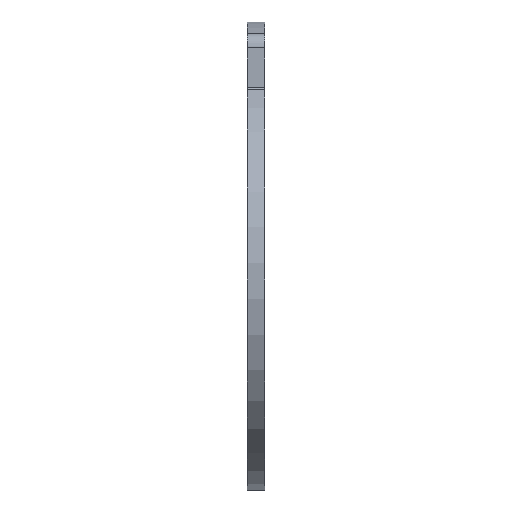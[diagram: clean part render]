
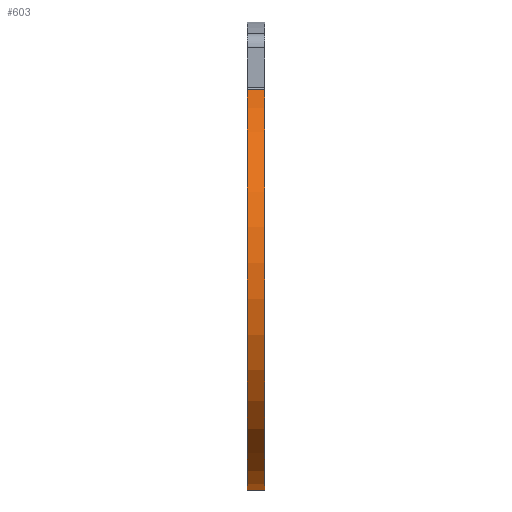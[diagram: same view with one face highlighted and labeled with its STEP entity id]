
A CAD part, left-side view. The second image highlights one B-rep face of the part: STEP entity #603.
In plain terms, the highlighted cylindrical face has radius 14.23 mm (diameter 28.46 mm), a partial arc.
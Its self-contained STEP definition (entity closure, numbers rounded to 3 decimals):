
#18 = CARTESIAN_POINT ( 'NONE',  ( 0., -0.6, -0.37 ) ) ;
#48 = CARTESIAN_POINT ( 'NONE',  ( 6.114, 0.6, 12.48 ) ) ;
#56 = VECTOR ( 'NONE', #365, 1000. ) ;
#72 = CARTESIAN_POINT ( 'NONE',  ( -6.114, 0.6, 12.48 ) ) ;
#85 = EDGE_CURVE ( 'NONE', #643, #385, #602, .T. ) ;
#100 = CARTESIAN_POINT ( 'NONE',  ( 6.114, -0.6, 12.48 ) ) ;
#101 = ORIENTED_EDGE ( 'NONE', *, *, #166, .T. ) ;
#106 = DIRECTION ( 'NONE',  ( 0., -1., 0. ) ) ;
#132 = VERTEX_POINT ( 'NONE', #396 ) ;
#136 = DIRECTION ( 'NONE',  ( 0., 1., 0. ) ) ;
#146 = CYLINDRICAL_SURFACE ( 'NONE', #636, 14.23 ) ;
#166 = EDGE_CURVE ( 'NONE', #132, #385, #252, .T. ) ;
#189 = CARTESIAN_POINT ( 'NONE',  ( 0., 0.6, -0.37 ) ) ;
#201 = DIRECTION ( 'NONE',  ( 0., 0., -1. ) ) ;
#243 = VERTEX_POINT ( 'NONE', #100 ) ;
#252 = LINE ( 'NONE', #300, #635 ) ;
#271 = DIRECTION ( 'NONE',  ( 0., 1., 0. ) ) ;
#272 = AXIS2_PLACEMENT_3D ( 'NONE', #18, #271, #286 ) ;
#286 = DIRECTION ( 'NONE',  ( 0., 0., 1. ) ) ;
#300 = CARTESIAN_POINT ( 'NONE',  ( -6.114, 0.6, 12.48 ) ) ;
#331 = EDGE_CURVE ( 'NONE', #643, #243, #688, .T. ) ;
#364 = FACE_OUTER_BOUND ( 'NONE', #479, .T. ) ;
#365 = DIRECTION ( 'NONE',  ( 0., -1., 0. ) ) ;
#385 = VERTEX_POINT ( 'NONE', #72 ) ;
#396 = CARTESIAN_POINT ( 'NONE',  ( -6.114, -0.6, 12.48 ) ) ;
#413 = EDGE_CURVE ( 'NONE', #243, #132, #685, .T. ) ;
#443 = ORIENTED_EDGE ( 'NONE', *, *, #331, .T. ) ;
#451 = DIRECTION ( 'NONE',  ( 0., 0., 1. ) ) ;
#479 = EDGE_LOOP ( 'NONE', ( #606, #101, #600, #443 ) ) ;
#517 = CARTESIAN_POINT ( 'NONE',  ( 6.114, 0.6, 12.48 ) ) ;
#565 = DIRECTION ( 'NONE',  ( 0., 1., 0. ) ) ;
#578 = CARTESIAN_POINT ( 'NONE',  ( 0., 0.6, -0.37 ) ) ;
#600 = ORIENTED_EDGE ( 'NONE', *, *, #85, .F. ) ;
#602 = CIRCLE ( 'NONE', #622, 14.23 ) ;
#603 = ADVANCED_FACE ( 'NONE', ( #364 ), #146, .T. ) ;
#606 = ORIENTED_EDGE ( 'NONE', *, *, #413, .T. ) ;
#622 = AXIS2_PLACEMENT_3D ( 'NONE', #189, #136, #451 ) ;
#635 = VECTOR ( 'NONE', #565, 1000. ) ;
#636 = AXIS2_PLACEMENT_3D ( 'NONE', #578, #106, #201 ) ;
#643 = VERTEX_POINT ( 'NONE', #517 ) ;
#685 = CIRCLE ( 'NONE', #272, 14.23 ) ;
#688 = LINE ( 'NONE', #48, #56 ) ;
